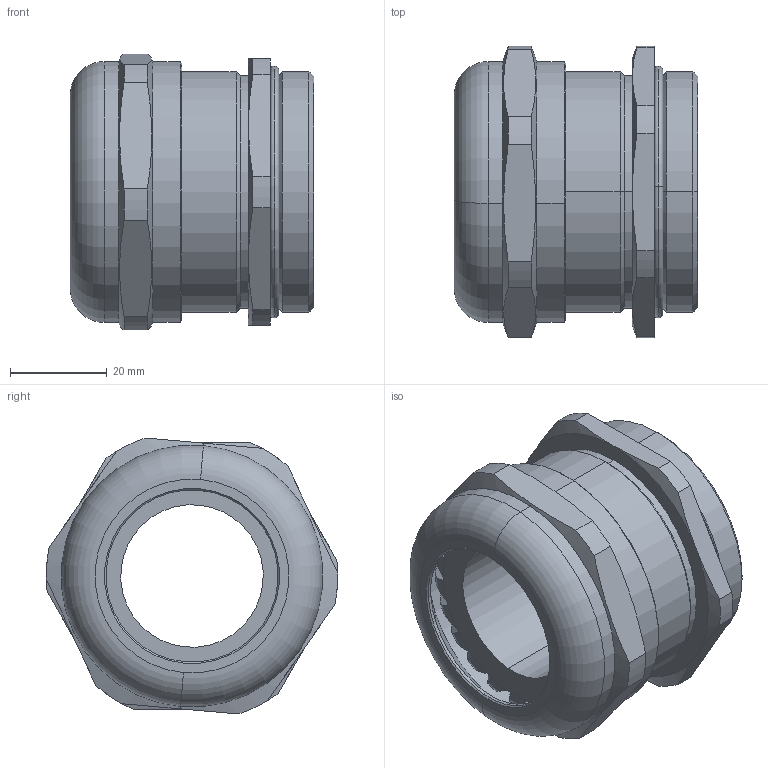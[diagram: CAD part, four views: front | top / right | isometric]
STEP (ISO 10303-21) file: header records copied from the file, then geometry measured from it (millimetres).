
FILE_DESCRIPTION (( 'STEP AP203' ), '1' );
FILE_NAME ('C5250040Eind1.STEP', '2024-07-23T13:06:08', ( '' ), ( '' ), 'SwSTEP 2.0', 'SolidWorks 2023', '' );
FILE_SCHEMA (( 'CONFIG_CONTROL_DESIGN' ));
Length unit declared in the file: millimetre
Products named in the file (7): D9248200-M50; D9202400; D1350300; C5250040Eind1; d9050830; D1450420; D1450000E
Assembly tree (6 placements, depth 2):
  C5250040Eind1
    D1450420
    D1350300
    d9050830
    D9202400
    D9248200-M50
    D1450000E
Bounding box: 50.23 x 60.09 x 56.91 mm (x, y, z)
Volume: 52268.1 mm3; surface area: 40964.3 mm2
Topology: 6 solids, 6 shells, 342 faces, 906 edges, 574 vertices
Faces by surface type: plane 140, cylinder 111, cone 48, torus 37, sphere 6
Entity records: 12229 total; most frequent: CARTESIAN_POINT 3138, ORIENTED_EDGE 1812, DIRECTION 1757, EDGE_CURVE 906, AXIS2_PLACEMENT_3D 689, VERTEX_POINT 574, VECTOR 379, LINE 379
